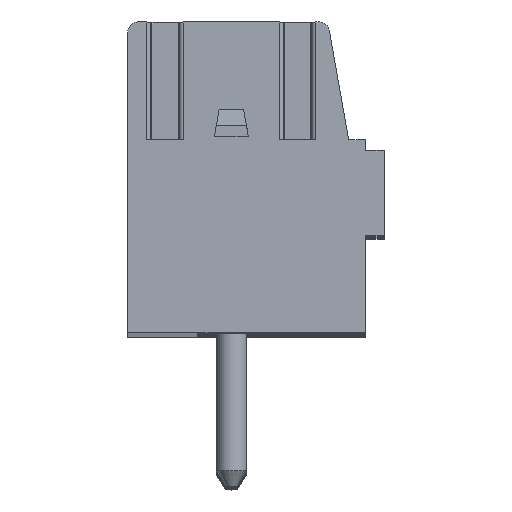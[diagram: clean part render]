
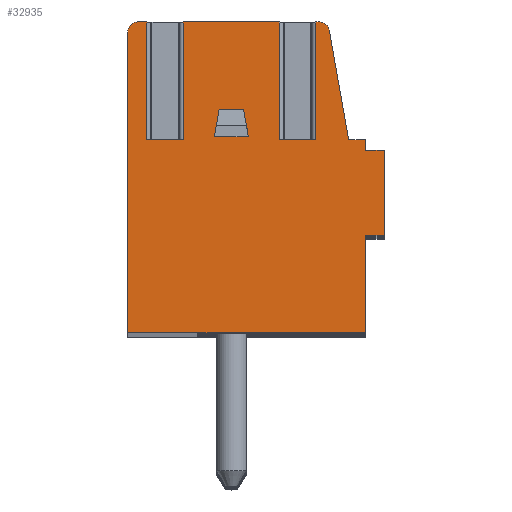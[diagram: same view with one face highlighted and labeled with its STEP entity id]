
A CAD part, top view. The second image highlights one B-rep face of the part: STEP entity #32935.
In plain terms, the highlighted planar face has unit normal (0, 0, 1).
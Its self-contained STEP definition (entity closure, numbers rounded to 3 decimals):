
#4587=DIRECTION('',(-1.,0.,0.));
#4588=VECTOR('',#4587,1.07);
#4589=CARTESIAN_POINT('',(2.035,1.105,1.75));
#4590=LINE('',#4589,#4588);
#4591=DIRECTION('',(0.,1.,0.));
#4592=VECTOR('',#4591,3.47);
#4593=CARTESIAN_POINT('',(2.035,1.105,1.75));
#4594=LINE('',#4593,#4592);
#4595=DIRECTION('',(1.,0.,0.));
#4596=VECTOR('',#4595,0.101);
#4597=CARTESIAN_POINT('',(2.035,4.575,1.75));
#4598=LINE('',#4597,#4596);
#4599=CARTESIAN_POINT('',(2.136,4.275,1.75));
#4600=DIRECTION('',(0.,0.,-1.));
#4601=DIRECTION('',(0.,1.,0.));
#4602=AXIS2_PLACEMENT_3D('',#4599,#4600,#4601);
#4604=DIRECTION('',(0.174,-0.985,0.));
#4605=VECTOR('',#4604,3.272);
#4606=CARTESIAN_POINT('',(2.432,4.327,1.75));
#4607=LINE('',#4606,#4605);
#4608=DIRECTION('',(1.,0.,0.));
#4609=VECTOR('',#4608,0.5);
#4610=CARTESIAN_POINT('',(3.,1.105,1.75));
#4611=LINE('',#4610,#4609);
#4612=DIRECTION('',(0.,-1.,0.));
#4613=VECTOR('',#4612,0.3);
#4614=CARTESIAN_POINT('',(3.5,1.105,1.75));
#4615=LINE('',#4614,#4613);
#4616=DIRECTION('',(0.,-1.,0.));
#4617=VECTOR('',#4616,2.88);
#4618=CARTESIAN_POINT('',(3.5,-1.695,1.75));
#4619=LINE('',#4618,#4617);
#4620=DIRECTION('',(-1.,0.,0.));
#4621=VECTOR('',#4620,7.);
#4622=CARTESIAN_POINT('',(3.5,-4.575,1.75));
#4623=LINE('',#4622,#4621);
#4624=DIRECTION('',(0.,1.,0.));
#4625=VECTOR('',#4624,8.85);
#4626=CARTESIAN_POINT('',(-3.5,-4.575,1.75));
#4627=LINE('',#4626,#4625);
#4628=CARTESIAN_POINT('',(-3.2,4.275,1.75));
#4629=DIRECTION('',(0.,0.,-1.));
#4630=DIRECTION('',(-1.,0.,0.));
#4631=AXIS2_PLACEMENT_3D('',#4628,#4629,#4630);
#4633=DIRECTION('',(1.,0.,0.));
#4634=VECTOR('',#4633,0.265);
#4635=CARTESIAN_POINT('',(-3.2,4.575,1.75));
#4636=LINE('',#4635,#4634);
#4637=DIRECTION('',(0.,1.,0.));
#4638=VECTOR('',#4637,3.47);
#4639=CARTESIAN_POINT('',(-2.935,1.105,1.75));
#4640=LINE('',#4639,#4638);
#4641=DIRECTION('',(-1.,0.,0.));
#4642=VECTOR('',#4641,1.07);
#4643=CARTESIAN_POINT('',(-1.865,1.105,1.75));
#4644=LINE('',#4643,#4642);
#4645=DIRECTION('',(0.,1.,0.));
#4646=VECTOR('',#4645,3.47);
#4647=CARTESIAN_POINT('',(-1.865,1.105,1.75));
#4648=LINE('',#4647,#4646);
#4649=DIRECTION('',(1.,0.,0.));
#4650=VECTOR('',#4649,2.83);
#4651=CARTESIAN_POINT('',(-1.865,4.575,1.75));
#4652=LINE('',#4651,#4650);
#4653=DIRECTION('',(0.,1.,0.));
#4654=VECTOR('',#4653,3.47);
#4655=CARTESIAN_POINT('',(0.965,1.105,1.75));
#4656=LINE('',#4655,#4654);
#4657=DIRECTION('',(-1.,0.,0.));
#4658=VECTOR('',#4657,0.718);
#4659=CARTESIAN_POINT('',(-0.091,2.005,1.75));
#4660=LINE('',#4659,#4658);
#4661=DIRECTION('',(-0.174,-0.985,0.));
#4662=VECTOR('',#4661,0.812);
#4663=CARTESIAN_POINT('',(-0.809,2.005,1.75));
#4664=LINE('',#4663,#4662);
#4665=DIRECTION('',(1.,0.,0.));
#4666=VECTOR('',#4665,1.);
#4667=CARTESIAN_POINT('',(-0.95,1.205,1.75));
#4668=LINE('',#4667,#4666);
#4669=DIRECTION('',(-0.174,0.985,0.));
#4670=VECTOR('',#4669,0.812);
#4671=CARTESIAN_POINT('',(0.05,1.205,1.75));
#4672=LINE('',#4671,#4670);
#4965=DIRECTION('',(-1.,0.,0.));
#4966=VECTOR('',#4965,0.55);
#4967=CARTESIAN_POINT('',(4.05,0.805,1.75));
#4968=LINE('',#4967,#4966);
#5716=DIRECTION('',(0.,1.,0.));
#5717=VECTOR('',#5716,2.5);
#5718=CARTESIAN_POINT('',(4.05,-1.695,1.75));
#5719=LINE('',#5718,#5717);
#5968=DIRECTION('',(1.,0.,0.));
#5969=VECTOR('',#5968,0.55);
#5970=CARTESIAN_POINT('',(3.5,-1.695,1.75));
#5971=LINE('',#5970,#5969);
#20617=CARTESIAN_POINT('',(-3.5,4.275,1.75));
#20618=CARTESIAN_POINT('',(-3.2,4.575,1.75));
#20619=VERTEX_POINT('',#20617);
#20620=VERTEX_POINT('',#20618);
#20621=CARTESIAN_POINT('',(-3.5,-4.575,1.75));
#20622=VERTEX_POINT('',#20621);
#20623=CARTESIAN_POINT('',(3.5,-4.575,1.75));
#20624=VERTEX_POINT('',#20623);
#20625=CARTESIAN_POINT('',(3.5,-1.695,1.75));
#20626=VERTEX_POINT('',#20625);
#20627=CARTESIAN_POINT('',(3.5,1.105,1.75));
#20628=CARTESIAN_POINT('',(3.5,0.805,1.75));
#20629=VERTEX_POINT('',#20627);
#20630=VERTEX_POINT('',#20628);
#20631=CARTESIAN_POINT('',(3.,1.105,1.75));
#20632=VERTEX_POINT('',#20631);
#20633=CARTESIAN_POINT('',(2.432,4.327,1.75));
#20634=VERTEX_POINT('',#20633);
#20635=CARTESIAN_POINT('',(2.136,4.575,1.75));
#20636=VERTEX_POINT('',#20635);
#20774=CARTESIAN_POINT('',(4.05,-1.695,1.75));
#20776=VERTEX_POINT('',#20774);
#20778=CARTESIAN_POINT('',(4.05,0.805,1.75));
#20780=VERTEX_POINT('',#20778);
#20957=CARTESIAN_POINT('',(2.035,1.105,1.75));
#20958=CARTESIAN_POINT('',(0.965,1.105,1.75));
#20959=VERTEX_POINT('',#20957);
#20960=VERTEX_POINT('',#20958);
#20961=CARTESIAN_POINT('',(-1.865,1.105,1.75));
#20962=CARTESIAN_POINT('',(-2.935,1.105,1.75));
#20963=VERTEX_POINT('',#20961);
#20964=VERTEX_POINT('',#20962);
#20965=CARTESIAN_POINT('',(-2.935,4.575,1.75));
#20966=VERTEX_POINT('',#20965);
#20967=CARTESIAN_POINT('',(-1.865,4.575,1.75));
#20968=VERTEX_POINT('',#20967);
#20969=CARTESIAN_POINT('',(2.035,4.575,1.75));
#20970=VERTEX_POINT('',#20969);
#20971=CARTESIAN_POINT('',(0.965,4.575,1.75));
#20972=VERTEX_POINT('',#20971);
#21001=CARTESIAN_POINT('',(-0.95,1.205,1.75));
#21002=CARTESIAN_POINT('',(0.05,1.205,1.75));
#21003=VERTEX_POINT('',#21001);
#21004=VERTEX_POINT('',#21002);
#21006=CARTESIAN_POINT('',(-0.809,2.005,1.75));
#21008=VERTEX_POINT('',#21006);
#21009=CARTESIAN_POINT('',(-0.091,2.005,1.75));
#21010=VERTEX_POINT('',#21009);
#32882=CARTESIAN_POINT('',(0.,0.,1.75));
#32883=DIRECTION('',(0.,0.,1.));
#32884=DIRECTION('',(1.,0.,0.));
#32885=AXIS2_PLACEMENT_3D('',#32882,#32883,#32884);
#32886=PLANE('',#32885);
#32888=ORIENTED_EDGE('',*,*,#32887,.F.);
#32890=ORIENTED_EDGE('',*,*,#32889,.T.);
#32891=ORIENTED_EDGE('',*,*,#26790,.T.);
#32893=ORIENTED_EDGE('',*,*,#32892,.T.);
#32895=ORIENTED_EDGE('',*,*,#32894,.T.);
#32897=ORIENTED_EDGE('',*,*,#32896,.T.);
#32899=ORIENTED_EDGE('',*,*,#32898,.T.);
#32901=ORIENTED_EDGE('',*,*,#32900,.F.);
#32903=ORIENTED_EDGE('',*,*,#32902,.F.);
#32905=ORIENTED_EDGE('',*,*,#32904,.F.);
#32907=ORIENTED_EDGE('',*,*,#32906,.T.);
#32909=ORIENTED_EDGE('',*,*,#32908,.T.);
#32911=ORIENTED_EDGE('',*,*,#32910,.T.);
#32913=ORIENTED_EDGE('',*,*,#32912,.T.);
#32914=ORIENTED_EDGE('',*,*,#26755,.T.);
#32916=ORIENTED_EDGE('',*,*,#32915,.F.);
#32918=ORIENTED_EDGE('',*,*,#32917,.F.);
#32919=ORIENTED_EDGE('',*,*,#32873,.T.);
#32920=ORIENTED_EDGE('',*,*,#26806,.T.);
#32922=ORIENTED_EDGE('',*,*,#32921,.F.);
#32923=EDGE_LOOP('',(#32888,#32890,#32891,#32893,#32895,#32897,#32899,#32901,
#32903,#32905,#32907,#32909,#32911,#32913,#32914,#32916,#32918,#32919,#32920,
#32922));
#32924=FACE_OUTER_BOUND('',#32923,.F.);
#32926=ORIENTED_EDGE('',*,*,#32925,.T.);
#32928=ORIENTED_EDGE('',*,*,#32927,.T.);
#32930=ORIENTED_EDGE('',*,*,#32929,.T.);
#32932=ORIENTED_EDGE('',*,*,#32931,.T.);
#32933=EDGE_LOOP('',(#32926,#32928,#32930,#32932));
#32934=FACE_BOUND('',#32933,.F.);
#4603=CIRCLE('',#4602,0.3);
#4632=CIRCLE('',#4631,0.3);
#26755=EDGE_CURVE('',#20620,#20966,#4636,.T.);
#26790=EDGE_CURVE('',#20970,#20636,#4598,.T.);
#26806=EDGE_CURVE('',#20968,#20972,#4652,.T.);
#32873=EDGE_CURVE('',#20963,#20968,#4648,.T.);
#32887=EDGE_CURVE('',#20959,#20960,#4590,.T.);
#32889=EDGE_CURVE('',#20959,#20970,#4594,.T.);
#32892=EDGE_CURVE('',#20636,#20634,#4603,.T.);
#32894=EDGE_CURVE('',#20634,#20632,#4607,.T.);
#32896=EDGE_CURVE('',#20632,#20629,#4611,.T.);
#32898=EDGE_CURVE('',#20629,#20630,#4615,.T.);
#32900=EDGE_CURVE('',#20780,#20630,#4968,.T.);
#32902=EDGE_CURVE('',#20776,#20780,#5719,.T.);
#32904=EDGE_CURVE('',#20626,#20776,#5971,.T.);
#32906=EDGE_CURVE('',#20626,#20624,#4619,.T.);
#32908=EDGE_CURVE('',#20624,#20622,#4623,.T.);
#32910=EDGE_CURVE('',#20622,#20619,#4627,.T.);
#32912=EDGE_CURVE('',#20619,#20620,#4632,.T.);
#32915=EDGE_CURVE('',#20964,#20966,#4640,.T.);
#32917=EDGE_CURVE('',#20963,#20964,#4644,.T.);
#32921=EDGE_CURVE('',#20960,#20972,#4656,.T.);
#32925=EDGE_CURVE('',#21010,#21008,#4660,.T.);
#32927=EDGE_CURVE('',#21008,#21003,#4664,.T.);
#32929=EDGE_CURVE('',#21003,#21004,#4668,.T.);
#32931=EDGE_CURVE('',#21004,#21010,#4672,.T.);
#32935=ADVANCED_FACE('',(#32924,#32934),#32886,.T.);
